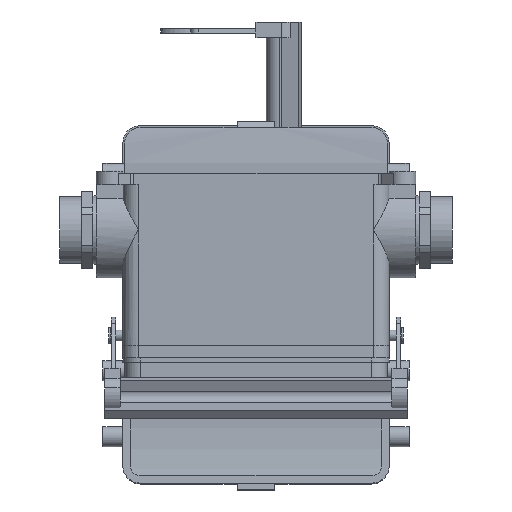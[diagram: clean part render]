
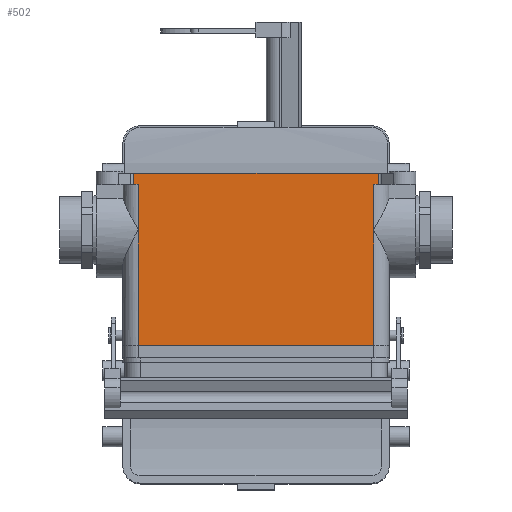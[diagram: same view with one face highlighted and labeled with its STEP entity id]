
A CAD part, top view. The second image highlights one B-rep face of the part: STEP entity #502.
In plain terms, the highlighted planar face has unit normal (0, 0, 1).
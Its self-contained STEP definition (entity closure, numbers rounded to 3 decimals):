
#502 = ADVANCED_FACE( '', ( #1208 ), #1209, .F. );
#1208 = FACE_OUTER_BOUND( '', #2167, .T. );
#1209 = PLANE( '', #2168 );
#2167 = EDGE_LOOP( '', ( #3658, #3659, #3660, #3661, #3662, #3663, #3664, #3665, #3666, #3667 ) );
#2168 = AXIS2_PLACEMENT_3D( '', #3668, #3669, #3670 );
#3658 = ORIENTED_EDGE( '', *, *, #5848, .T. );
#3659 = ORIENTED_EDGE( '', *, *, #5742, .T. );
#3660 = ORIENTED_EDGE( '', *, *, #5529, .F. );
#3661 = ORIENTED_EDGE( '', *, *, #5918, .T. );
#3662 = ORIENTED_EDGE( '', *, *, #5919, .T. );
#3663 = ORIENTED_EDGE( '', *, *, #5820, .F. );
#3664 = ORIENTED_EDGE( '', *, *, #5920, .F. );
#3665 = ORIENTED_EDGE( '', *, *, #5921, .F. );
#3666 = ORIENTED_EDGE( '', *, *, #5739, .F. );
#3667 = ORIENTED_EDGE( '', *, *, #5594, .T. );
#3668 = CARTESIAN_POINT( '', ( 56.015, -5., 21.5 ) );
#3669 = DIRECTION( '', ( 0., 0., -1. ) );
#3670 = DIRECTION( '', ( -1., 0., 0. ) );
#5529 = EDGE_CURVE( '', #6609, #6611, #6612, .T. );
#5594 = EDGE_CURVE( '', #6723, #6727, #6729, .T. );
#5739 = EDGE_CURVE( '', #6723, #6973, #6980, .T. );
#5742 = EDGE_CURVE( '', #6984, #6611, #6985, .F. );
#5820 = EDGE_CURVE( '', #7107, #7109, #7110, .T. );
#5848 = EDGE_CURVE( '', #6727, #6984, #7156, .T. );
#5918 = EDGE_CURVE( '', #6609, #6519, #7263, .T. );
#5919 = EDGE_CURVE( '', #6519, #7109, #7264, .T. );
#5920 = EDGE_CURVE( '', #7265, #7107, #7266, .T. );
#5921 = EDGE_CURVE( '', #6973, #7265, #7267, .T. );
#6519 = VERTEX_POINT( '', #8100 );
#6609 = VERTEX_POINT( '', #8300 );
#6611 = VERTEX_POINT( '', #8302 );
#6612 = LINE( '', #8303, #8304 );
#6723 = VERTEX_POINT( '', #8449 );
#6727 = VERTEX_POINT( '', #8454 );
#6729 = LINE( '', #8456, #8457 );
#6973 = VERTEX_POINT( '', #8826 );
#6980 = LINE( '', #8835, #8836 );
#6984 = VERTEX_POINT( '', #8840 );
#6985 = LINE( '', #8841, #8842 );
#7107 = VERTEX_POINT( '', #9072 );
#7109 = VERTEX_POINT( '', #9074 );
#7110 = LINE( '', #9075, #9076 );
#7156 = LINE( '', #9164, #9165 );
#7263 = LINE( '', #9371, #9372 );
#7264 = LINE( '', #9373, #9374 );
#7265 = VERTEX_POINT( '', #9375 );
#7266 = LINE( '', #9376, #9377 );
#7267 = LINE( '', #9378, #9379 );
#8100 = CARTESIAN_POINT( '', ( -53., -25.5, 21.5 ) );
#8300 = CARTESIAN_POINT( '', ( -53., -5., 21.5 ) );
#8302 = CARTESIAN_POINT( '', ( -55.186, -5., 21.5 ) );
#8303 = CARTESIAN_POINT( '', ( 56.015, -5., 21.5 ) );
#8304 = VECTOR( '', #10483, 1000. );
#8449 = CARTESIAN_POINT( '', ( 55.186, -5., 21.5 ) );
#8454 = CARTESIAN_POINT( '', ( 55.186, 0., 21.5 ) );
#8456 = CARTESIAN_POINT( '', ( 55.186, 0., 21.5 ) );
#8457 = VECTOR( '', #10582, 1000. );
#8826 = CARTESIAN_POINT( '', ( 53., -5., 21.5 ) );
#8835 = CARTESIAN_POINT( '', ( 56.015, -5., 21.5 ) );
#8836 = VECTOR( '', #10777, 1000. );
#8840 = CARTESIAN_POINT( '', ( -55.186, 0., 21.5 ) );
#8841 = CARTESIAN_POINT( '', ( -55.186, -5., 21.5 ) );
#8842 = VECTOR( '', #10781, 1000. );
#9072 = CARTESIAN_POINT( '', ( 53., -77.4, 21.5 ) );
#9074 = CARTESIAN_POINT( '', ( -53., -77.4, 21.5 ) );
#9075 = CARTESIAN_POINT( '', ( -53., -77.4, 21.5 ) );
#9076 = VECTOR( '', #10884, 1000. );
#9164 = CARTESIAN_POINT( '', ( 56.015, 0., 21.5 ) );
#9165 = VECTOR( '', #10932, 1000. );
#9371 = CARTESIAN_POINT( '', ( -53., 96.515, 21.5 ) );
#9372 = VECTOR( '', #11020, 1000. );
#9373 = CARTESIAN_POINT( '', ( -53., 96.515, 21.5 ) );
#9374 = VECTOR( '', #11021, 1000. );
#9375 = CARTESIAN_POINT( '', ( 53., -25.5, 21.5 ) );
#9376 = CARTESIAN_POINT( '', ( 53., 96.515, 21.5 ) );
#9377 = VECTOR( '', #11022, 1000. );
#9378 = CARTESIAN_POINT( '', ( 53., 96.515, 21.5 ) );
#9379 = VECTOR( '', #11023, 1000. );
#10483 = DIRECTION( '', ( -1., 0., 0. ) );
#10582 = DIRECTION( '', ( 0., 1., 0. ) );
#10777 = DIRECTION( '', ( -1., 0., 0. ) );
#10781 = DIRECTION( '', ( 0., 1., 0. ) );
#10884 = DIRECTION( '', ( -1., 0., 0. ) );
#10932 = DIRECTION( '', ( -1., 0., 0. ) );
#11020 = DIRECTION( '', ( 0., -1., 0. ) );
#11021 = DIRECTION( '', ( 0., -1., 0. ) );
#11022 = DIRECTION( '', ( 0., -1., 0. ) );
#11023 = DIRECTION( '', ( 0., -1., 0. ) );
